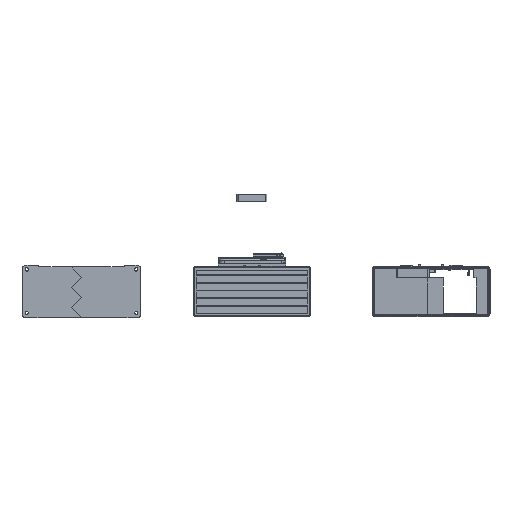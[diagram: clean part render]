
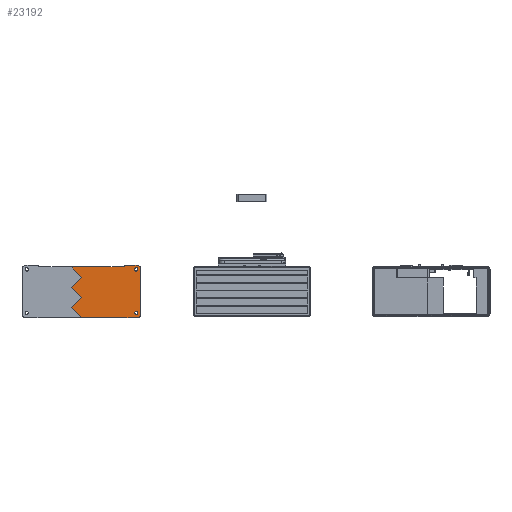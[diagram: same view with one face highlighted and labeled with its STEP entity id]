
A CAD part, top view. The second image highlights one B-rep face of the part: STEP entity #23192.
In plain terms, the highlighted planar face has unit normal (0, 0, 1).
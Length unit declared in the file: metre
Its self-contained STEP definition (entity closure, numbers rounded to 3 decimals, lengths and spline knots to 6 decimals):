
#345=CIRCLE('',#24707,0.00955);
#347=CIRCLE('',#24710,0.00955);
#348=CIRCLE('',#24712,0.0041);
#350=CIRCLE('',#24715,0.0041);
#1704=ORIENTED_EDGE('',*,*,#7983,.F.);
#1705=ORIENTED_EDGE('',*,*,#7981,.F.);
#1706=ORIENTED_EDGE('',*,*,#7947,.F.);
#1707=ORIENTED_EDGE('',*,*,#7980,.F.);
#1708=ORIENTED_EDGE('',*,*,#7958,.F.);
#1709=ORIENTED_EDGE('',*,*,#7978,.F.);
#1710=ORIENTED_EDGE('',*,*,#7954,.F.);
#1711=ORIENTED_EDGE('',*,*,#7976,.T.);
#1712=ORIENTED_EDGE('',*,*,#7974,.T.);
#1713=ORIENTED_EDGE('',*,*,#7970,.F.);
#1714=ORIENTED_EDGE('',*,*,#7967,.F.);
#1715=ORIENTED_EDGE('',*,*,#7964,.F.);
#1716=ORIENTED_EDGE('',*,*,#7961,.F.);
#1717=ORIENTED_EDGE('',*,*,#7950,.F.);
#7947=EDGE_CURVE('',#11182,#11183,#13556,.T.);
#7950=EDGE_CURVE('',#11183,#11185,#13559,.T.);
#7954=EDGE_CURVE('',#11188,#11189,#13563,.T.);
#7958=EDGE_CURVE('',#11192,#11193,#13567,.T.);
#7961=EDGE_CURVE('',#11185,#11195,#13570,.T.);
#7964=EDGE_CURVE('',#11195,#11197,#13573,.T.);
#7967=EDGE_CURVE('',#11197,#11199,#13576,.T.);
#7970=EDGE_CURVE('',#11199,#11201,#13579,.T.);
#7974=EDGE_CURVE('',#11203,#11201,#13583,.T.);
#7976=EDGE_CURVE('',#11188,#11203,#13585,.T.);
#7978=EDGE_CURVE('',#11189,#11192,#345,.T.);
#7980=EDGE_CURVE('',#11193,#11182,#347,.T.);
#7981=EDGE_CURVE('',#11204,#11204,#348,.F.);
#7983=EDGE_CURVE('',#11206,#11206,#350,.F.);
#11182=VERTEX_POINT('',#33396);
#11183=VERTEX_POINT('',#33398);
#11185=VERTEX_POINT('',#33404);
#11188=VERTEX_POINT('',#33411);
#11189=VERTEX_POINT('',#33413);
#11192=VERTEX_POINT('',#33420);
#11193=VERTEX_POINT('',#33422);
#11195=VERTEX_POINT('',#33428);
#11197=VERTEX_POINT('',#33434);
#11199=VERTEX_POINT('',#33440);
#11201=VERTEX_POINT('',#33446);
#11203=VERTEX_POINT('',#33451);
#11204=VERTEX_POINT('',#33465);
#11206=VERTEX_POINT('',#33470);
#13556=LINE('',#33397,#16577);
#13559=LINE('',#33403,#16580);
#13563=LINE('',#33412,#16584);
#13567=LINE('',#33421,#16588);
#13570=LINE('',#33427,#16591);
#13573=LINE('',#33433,#16594);
#13576=LINE('',#33439,#16597);
#13579=LINE('',#33445,#16600);
#13583=LINE('',#33453,#16604);
#13585=LINE('',#33456,#16606);
#16577=VECTOR('',#27019,1.);
#16580=VECTOR('',#27024,1.);
#16584=VECTOR('',#27030,1.);
#16588=VECTOR('',#27036,1.);
#16591=VECTOR('',#27041,1.);
#16594=VECTOR('',#27046,1.);
#16597=VECTOR('',#27051,1.);
#16600=VECTOR('',#27056,1.);
#16604=VECTOR('',#27062,1.);
#16606=VECTOR('',#27066,1.);
#19350=EDGE_LOOP('',(#1704));
#19351=EDGE_LOOP('',(#1705));
#19352=EDGE_LOOP('',(#1706,#1707,#1708,#1709,#1710,#1711,#1712,#1713,#1714,
#1715,#1716,#1717));
#20745=FACE_BOUND('',#19350,.T.);
#20746=FACE_BOUND('',#19351,.T.);
#20747=FACE_BOUND('',#19352,.T.);
#22094=PLANE('',#24717);
#23192=ADVANCED_FACE('',(#20745,#20746,#20747),#22094,.F.);
#24707=AXIS2_PLACEMENT_3D('',#33459,#27071,#27072);
#24710=AXIS2_PLACEMENT_3D('',#33462,#27077,#27078);
#24712=AXIS2_PLACEMENT_3D('',#33464,#27081,#27082);
#24715=AXIS2_PLACEMENT_3D('',#33469,#27087,#27088);
#24717=AXIS2_PLACEMENT_3D('',#33473,#27091,#27092);
#27019=DIRECTION('',(-1.,0.,0.));
#27024=DIRECTION('',(-0.707,0.707,0.));
#27030=DIRECTION('',(1.,0.,0.));
#27036=DIRECTION('',(0.,-1.,0.));
#27041=DIRECTION('',(0.707,0.707,0.));
#27046=DIRECTION('',(-0.707,0.707,0.));
#27051=DIRECTION('',(0.707,0.707,0.));
#27056=DIRECTION('',(-0.707,0.707,0.));
#27062=DIRECTION('',(-1.,0.,0.));
#27066=DIRECTION('',(0.,-1.,0.));
#27071=DIRECTION('',(0.,0.,-1.));
#27072=DIRECTION('',(-1.,0.,0.));
#27077=DIRECTION('',(0.,0.,-1.));
#27078=DIRECTION('',(-1.,0.,0.));
#27081=DIRECTION('',(0.,0.,-1.));
#27082=DIRECTION('',(-1.,0.,0.));
#27087=DIRECTION('',(0.,0.,-1.));
#27088=DIRECTION('',(-1.,0.,0.));
#27091=DIRECTION('',(0.,0.,-1.));
#27092=DIRECTION('',(1.,0.,0.));
#33396=CARTESIAN_POINT('',(-0.28491,-0.100648,-0.0171));
#33397=CARTESIAN_POINT('',(-0.42166,-0.100648,-0.0171));
#33398=CARTESIAN_POINT('',(-0.42166,-0.100648,-0.0171));
#33403=CARTESIAN_POINT('',(-0.4341,-0.088208,-0.0171));
#33404=CARTESIAN_POINT('',(-0.44654,-0.075768,-0.0171));
#33411=CARTESIAN_POINT('',(-0.31666,0.027452,-0.0171));
#33412=CARTESIAN_POINT('',(-0.42166,0.027452,-0.0171));
#33413=CARTESIAN_POINT('',(-0.28491,0.027452,-0.0171));
#33420=CARTESIAN_POINT('',(-0.27536,0.017902,-0.0171));
#33421=CARTESIAN_POINT('',(-0.27536,-0.036598,-0.0171));
#33422=CARTESIAN_POINT('',(-0.27536,-0.091098,-0.0171));
#33427=CARTESIAN_POINT('',(-0.4341,-0.063328,-0.0171));
#33428=CARTESIAN_POINT('',(-0.42166,-0.050888,-0.0171));
#33433=CARTESIAN_POINT('',(-0.4341,-0.038448,-0.0171));
#33434=CARTESIAN_POINT('',(-0.44654,-0.026008,-0.0171));
#33439=CARTESIAN_POINT('',(-0.4341,-0.013568,-0.0171));
#33440=CARTESIAN_POINT('',(-0.42166,-0.001128,-0.0171));
#33445=CARTESIAN_POINT('',(-0.4341,0.011312,-0.0171));
#33446=CARTESIAN_POINT('',(-0.44654,0.023752,-0.0171));
#33451=CARTESIAN_POINT('',(-0.31666,0.023752,-0.0171));
#33453=CARTESIAN_POINT('',(-0.42166,0.023752,-0.0171));
#33456=CARTESIAN_POINT('',(-0.31666,0.025602,-0.0171));
#33459=CARTESIAN_POINT('',(-0.28491,0.017902,-0.0171));
#33462=CARTESIAN_POINT('',(-0.28491,-0.091098,-0.0171));
#33464=CARTESIAN_POINT('',(-0.28691,-0.089098,-0.0171));
#33465=CARTESIAN_POINT('',(-0.29101,-0.089098,-0.0171));
#33469=CARTESIAN_POINT('',(-0.287186,0.017902,-0.0171));
#33470=CARTESIAN_POINT('',(-0.291286,0.017902,-0.0171));
#33473=CARTESIAN_POINT('',(-0.42166,-0.036598,-0.0171));
